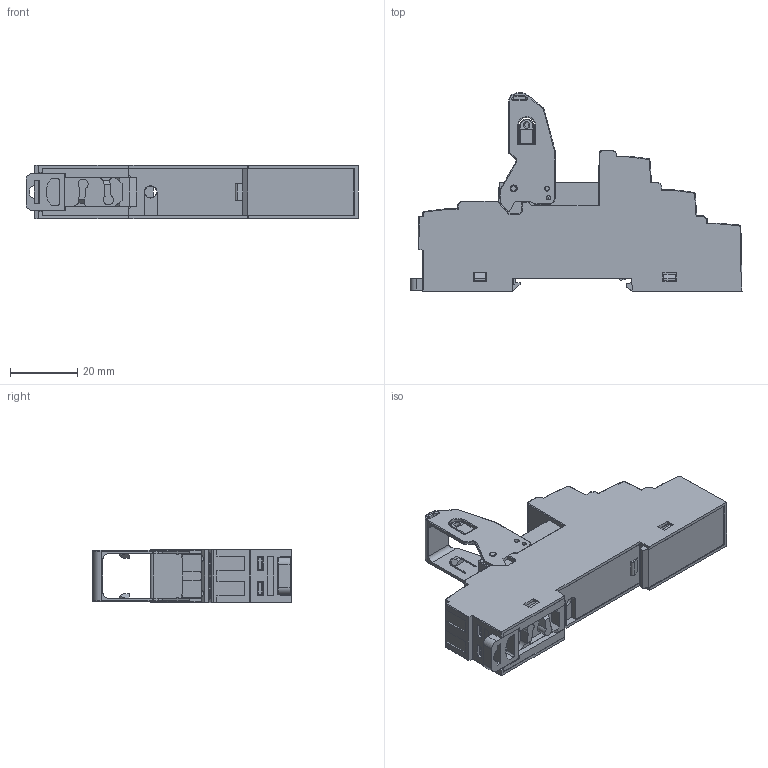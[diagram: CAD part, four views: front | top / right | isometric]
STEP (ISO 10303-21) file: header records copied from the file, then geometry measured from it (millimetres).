
FILE_DESCRIPTION(/* description */ (''),/* implementation_level */ '2;1');
FILE_NAME(/* name */ 'PCR-1C-S-DP-3D.stp',/* time_stamp */ '2022-12-08T15:48:12+08:00',/* author */ (''),/* organization */ (''),/* preprocessor_version */ 'ST-DEVELOPER v16.7',/* originating_system */ 'SIEMENS PLM Software NX 12.0',/* authorisation */ '');
FILE_SCHEMA (('AUTOMOTIVE_DESIGN { 1 0 10303 214 3 1 1 1 }'));
Products named in the file (1): _model14
Bounding box: 99.03 x 59.1 x 16 mm (x, y, z)
Volume: 36626.6 mm3; surface area: 32678.6 mm2
Topology: 2 solids, 2 shells, 2159 faces, 6300 edges, 4095 vertices
Faces by surface type: plane 1669, cylinder 417, torus 40, cone 19, bspline 12, sphere 2
Full cylindrical faces by diameter (mm): 1 x2, 1.2 x6, 1.8 x1, 2 x2, 2.1 x5, 2.12 x2, 2.3 x5, 3 x2, 3.5 x1, 3.6 x2, 5.7 x1, 6.5 x1, 8.3 x1
Entity records: 80268 total; most frequent: CARTESIAN_POINT 13168, ORIENTED_EDGE 12424, DIRECTION 11398, EDGE_CURVE 6212, LINE 5202, VECTOR 5202, VERTEX_POINT 4059, AXIS2_PLACEMENT_3D 3098
